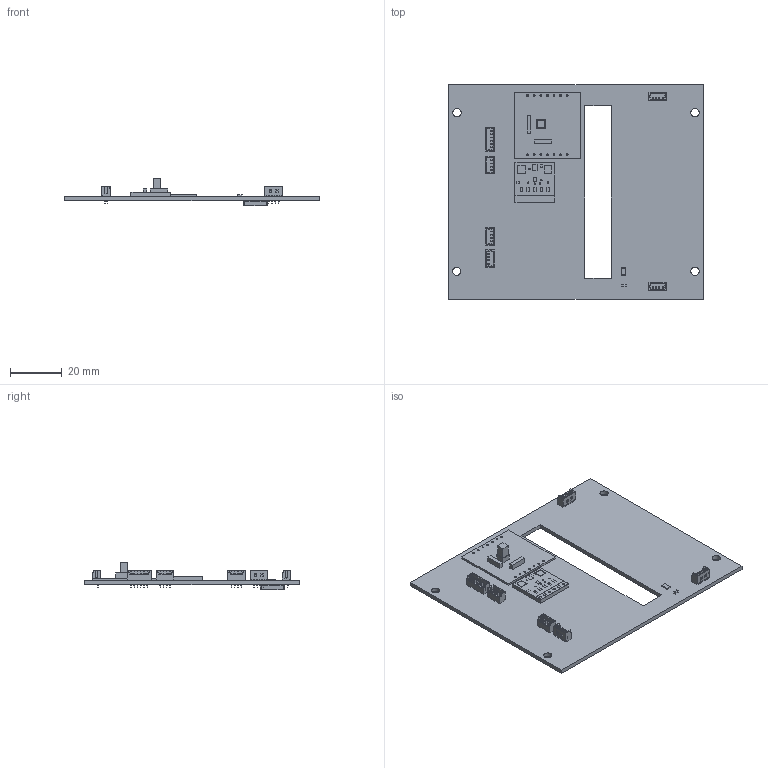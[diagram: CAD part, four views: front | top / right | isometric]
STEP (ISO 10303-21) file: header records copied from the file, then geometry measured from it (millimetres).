
FILE_DESCRIPTION(('KiCad electronic assembly'),'2;1');
FILE_NAME('Panel B.step','2021-04-06T15:53:59',('An Author'),( 'A Company'),'Open CASCADE STEP processor 6.9', 'KiCad to STEP converter','Unknown');
FILE_SCHEMA(('AUTOMOTIVE_DESIGN { 1 0 10303 214 1 1 1 1 }'));
Length unit declared in the file: millimetre
Products named in the file (16): Open CASCADE STEP translator 6.9 1; C_0603_1608Metric; SOLID; 530470410; COMPOUND; RM3100; 530470610; SparkFun_Digital_Temperature_Sensor_Breakout_-_TMP102; Buzzer_Murata_PKMCS0909E4000-R1; R_1206_3216Metric
Assembly tree (19 placements, depth 3):
  Open CASCADE STEP translator 6.9 1
    C_0603_1608Metric
      SOLID
    530470410  x5
      COMPOUND
    RM3100
      SOLID
    530470610
      COMPOUND
    SparkFun_Digital_Temperature_Sensor_Breakout_-_TMP102
      COMPOUND
    Buzzer_Murata_PKMCS0909E4000-R1
      SOLID
    R_1206_3216Metric
      SOLID
    COMPOUND
Bounding box: 98 x 82.6 x 10.73 mm (x, y, z)
Volume: 13183.8 mm3; surface area: 19563 mm2
Topology: 27 solids, 27 shells, 1307 faces, 3507 edges, 2362 vertices
Faces by surface type: plane 1154, cylinder 149, sphere 4
Full cylindrical faces by diameter (mm): 0.5 x27, 0.508 x6, 1 x20, 1.016 x6, 3.048 x2, 3.2 x4
Entity records: 46831 total; most frequent: CARTESIAN_POINT 9372, DIRECTION 6784, LINE 4753, VECTOR 4753, ORIENTED_EDGE 3542, PCURVE 3542, DEFINITIONAL_REPRESENTATION 3542, EDGE_CURVE 1771
